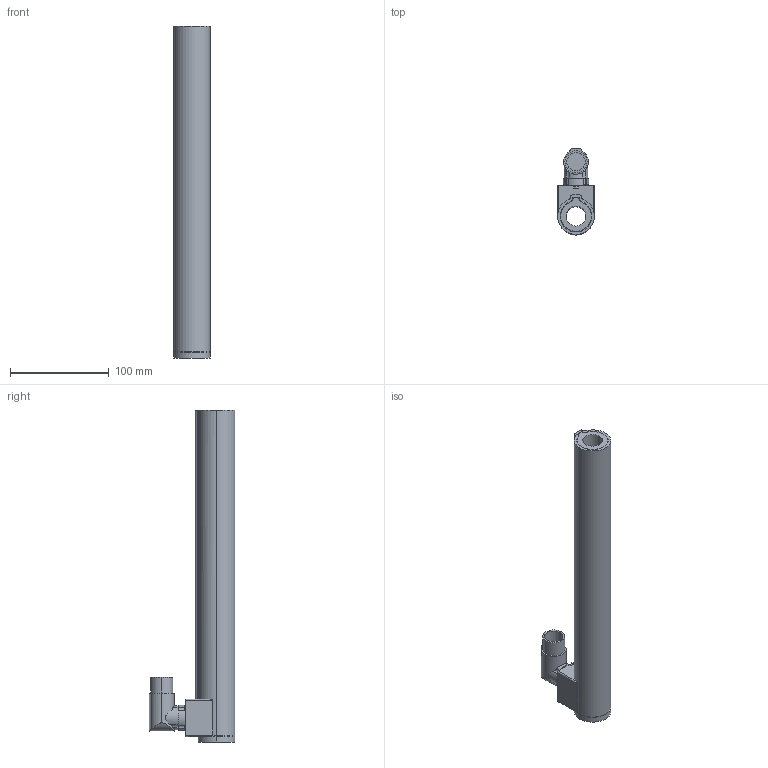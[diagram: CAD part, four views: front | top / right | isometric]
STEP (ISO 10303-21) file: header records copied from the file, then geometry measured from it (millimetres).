
FILE_DESCRIPTION (( 'STEP AP214' ), '1' );
FILE_NAME ('PS01-37x240-C.STEP', '2005-12-22T12:13:46', ( ' ' ), ( ' ' ), 'SwSTEP 2.0', 'SolidWorks 2005037', '' );
FILE_SCHEMA (( 'AUTOMOTIVE_DESIGN' ));
Length unit declared in the file: millimetre
Products named in the file (1): PS01-37x240-C
Bounding box: 38 x 87 x 336 mm (x, y, z)
Volume: 317113.8 mm3; surface area: 73148.4 mm2
Topology: 1 solids, 1 shells, 140 faces, 360 edges, 235 vertices
Faces by surface type: cylinder 74, plane 54, cone 12
Entity records: 4796 total; most frequent: CARTESIAN_POINT 1105, DIRECTION 752, ORIENTED_EDGE 720, EDGE_CURVE 360, AXIS2_PLACEMENT_3D 290, VERTEX_POINT 235, VECTOR 172, LINE 172
